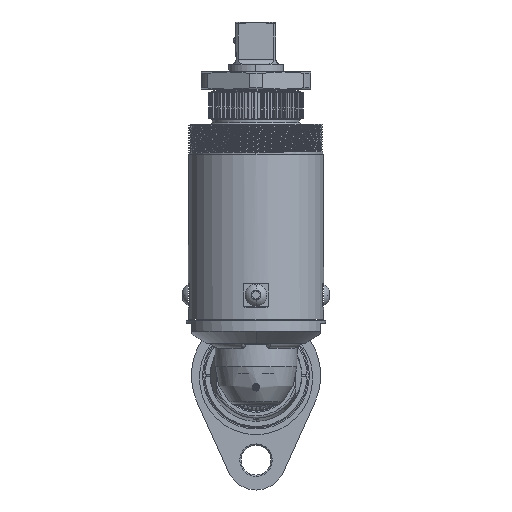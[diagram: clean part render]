
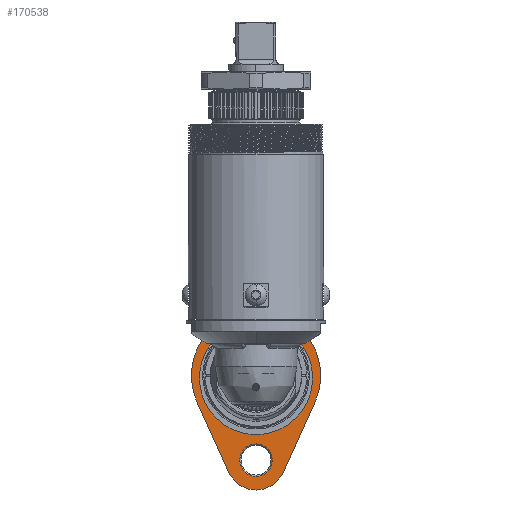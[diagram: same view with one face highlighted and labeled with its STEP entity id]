
A CAD part, left-side view. The second image highlights one B-rep face of the part: STEP entity #170538.
In plain terms, the highlighted planar face has unit normal (-1, 0, 0).
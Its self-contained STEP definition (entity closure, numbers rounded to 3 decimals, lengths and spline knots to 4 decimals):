
#170282=CARTESIAN_POINT('',(-2.45,0.0002,0.));
#170283=DIRECTION('',(-1.,0.,0.));
#170284=DIRECTION('',(0.,-0.911,-0.412));
#170285=AXIS2_PLACEMENT_3D('',#170282,#170283,#170284);
#170287=DIRECTION('',(0.,-0.412,0.911));
#170288=VECTOR('',#170287,1.9365);
#170289=CARTESIAN_POINT('',(-2.45,-0.6833,-2.4338));
#170290=LINE('',#170289,#170288);
#170291=CARTESIAN_POINT('',(-2.45,0.0002,-2.125));
#170292=DIRECTION('',(-1.,0.,0.));
#170293=DIRECTION('',(0.,0.911,-0.412));
#170294=AXIS2_PLACEMENT_3D('',#170291,#170292,#170293);
#170296=DIRECTION('',(0.,-0.412,-0.911));
#170297=VECTOR('',#170296,1.9365);
#170298=CARTESIAN_POINT('',(-2.45,1.481,-0.6691));
#170299=LINE('',#170298,#170297);
#170300=CARTESIAN_POINT('',(-2.45,0.0002,0.));
#170301=DIRECTION('',(-1.,0.,0.));
#170302=DIRECTION('',(0.,1.,0.));
#170303=AXIS2_PLACEMENT_3D('',#170300,#170301,#170302);
#170305=CARTESIAN_POINT('',(-2.45,0.0002,-2.125));
#170306=DIRECTION('',(1.,0.,0.));
#170307=DIRECTION('',(0.,-1.,0.));
#170308=AXIS2_PLACEMENT_3D('',#170305,#170306,#170307);
#170323=CARTESIAN_POINT('',(-2.45,0.0002,-2.125));
#170324=DIRECTION('',(1.,0.,0.));
#170325=DIRECTION('',(0.,1.,0.));
#170326=AXIS2_PLACEMENT_3D('',#170323,#170324,#170325);
#170369=CARTESIAN_POINT('',(-2.45,0.0002,0.));
#170370=DIRECTION('',(1.,0.,0.));
#170371=DIRECTION('',(0.,1.,0.));
#170372=AXIS2_PLACEMENT_3D('',#170369,#170370,#170371);
#170395=CARTESIAN_POINT('',(-2.45,-1.4807,-0.6691));
#170396=CARTESIAN_POINT('',(-2.45,1.481,-0.6691));
#170397=VERTEX_POINT('',#170395);
#170398=VERTEX_POINT('',#170396);
#170399=CARTESIAN_POINT('',(-2.45,0.6836,-2.4338));
#170400=VERTEX_POINT('',#170399);
#170401=CARTESIAN_POINT('',(-2.45,-0.6833,-2.4338));
#170402=VERTEX_POINT('',#170401);
#170403=CARTESIAN_POINT('',(-2.45,0.4062,-2.125));
#170404=CARTESIAN_POINT('',(-2.45,-0.4058,-2.125));
#170405=VERTEX_POINT('',#170403);
#170406=VERTEX_POINT('',#170404);
#170419=CARTESIAN_POINT('',(-2.45,-1.3411,0.));
#170420=CARTESIAN_POINT('',(-2.45,1.3414,0.));
#170421=VERTEX_POINT('',#170419);
#170422=VERTEX_POINT('',#170420);
#170515=CARTESIAN_POINT('',(-2.45,0.0002,0.));
#170516=DIRECTION('',(-1.,0.,0.));
#170517=DIRECTION('',(0.,1.,0.));
#170518=AXIS2_PLACEMENT_3D('',#170515,#170516,#170517);
#170519=PLANE('',#170518);
#170520=ORIENTED_EDGE('',*,*,#170467,.F.);
#170521=ORIENTED_EDGE('',*,*,#170482,.F.);
#170522=ORIENTED_EDGE('',*,*,#170496,.F.);
#170523=ORIENTED_EDGE('',*,*,#170509,.F.);
#170524=EDGE_LOOP('',(#170520,#170521,#170522,#170523));
#170525=FACE_OUTER_BOUND('',#170524,.F.);
#170527=ORIENTED_EDGE('',*,*,#170526,.F.);
#170529=ORIENTED_EDGE('',*,*,#170528,.F.);
#170530=EDGE_LOOP('',(#170527,#170529));
#170531=FACE_BOUND('',#170530,.F.);
#170533=ORIENTED_EDGE('',*,*,#170532,.T.);
#170535=ORIENTED_EDGE('',*,*,#170534,.F.);
#170536=EDGE_LOOP('',(#170533,#170535));
#170537=FACE_BOUND('',#170536,.F.);
#170538=ADVANCED_FACE('',(#170525,#170531,#170537),#170519,.T.);
#170286=CIRCLE('',#170285,1.625);
#170295=CIRCLE('',#170294,0.75);
#170304=CIRCLE('',#170303,1.3413);
#170309=CIRCLE('',#170308,0.406);
#170327=CIRCLE('',#170326,0.406);
#170373=CIRCLE('',#170372,1.3413);
#170467=EDGE_CURVE('',#170397,#170398,#170286,.T.);
#170482=EDGE_CURVE('',#170402,#170397,#170290,.T.);
#170496=EDGE_CURVE('',#170400,#170402,#170295,.T.);
#170509=EDGE_CURVE('',#170398,#170400,#170299,.T.);
#170526=EDGE_CURVE('',#170406,#170405,#170309,.T.);
#170528=EDGE_CURVE('',#170405,#170406,#170327,.T.);
#170532=EDGE_CURVE('',#170422,#170421,#170304,.T.);
#170534=EDGE_CURVE('',#170422,#170421,#170373,.T.);
